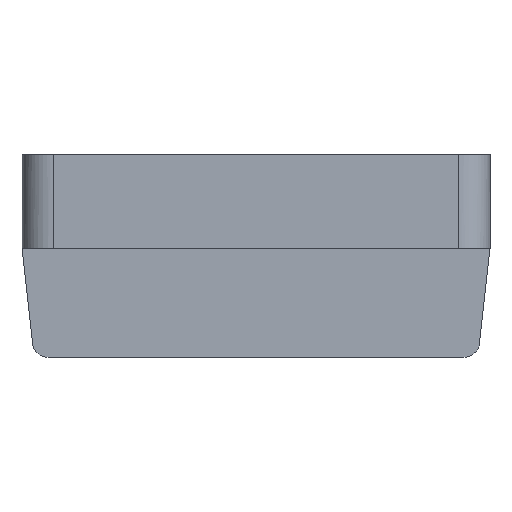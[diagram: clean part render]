
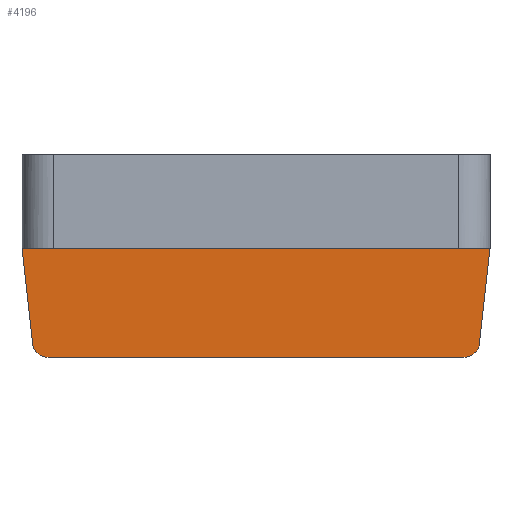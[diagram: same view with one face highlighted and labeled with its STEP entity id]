
A CAD part, left-side view. The second image highlights one B-rep face of the part: STEP entity #4196.
In plain terms, the highlighted free-form (B-spline) face has degree [1, 1] with [2, 2] control points.
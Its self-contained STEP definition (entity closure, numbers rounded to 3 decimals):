
#1683=CARTESIAN_POINT('',(-176.0,-22.321,32.39));
#1684=VERTEX_POINT('',#1683);
#1690=CARTESIAN_POINT('',(-176.0,-21.327,31.5));
#1691=VERTEX_POINT('',#1690);
#1692=CARTESIAN_POINT('',(-176.0,-21.327,31.5));
#1693=CARTESIAN_POINT('',(-176.,-22.222,31.5));
#1694=CARTESIAN_POINT('',(-176.0,-22.321,32.39));
#1702=(BOUNDED_CURVE()B_SPLINE_CURVE(2,(#1692,#1693,#1694),.UNSPECIFIED.,.F.,.U.)CURVE()GEOMETRIC_REPRESENTATION_ITEM()QUASI_UNIFORM_CURVE()RATIONAL_B_SPLINE_CURVE((1.0,0.745,1.0))REPRESENTATION_ITEM(''));
#1703=EDGE_CURVE('',#1691,#1684,#1702,.T.);
#1856=CARTESIAN_POINT('',(-176.0,6.321,32.39));
#1857=VERTEX_POINT('',#1856);
#1858=CARTESIAN_POINT('',(-176.0,5.327,31.5));
#1859=VERTEX_POINT('',#1858);
#1860=CARTESIAN_POINT('',(-176.0,6.321,32.39));
#1861=CARTESIAN_POINT('',(-176.,6.222,31.5));
#1862=CARTESIAN_POINT('',(-176.0,5.327,31.5));
#1870=(BOUNDED_CURVE()B_SPLINE_CURVE(2,(#1860,#1861,#1862),.UNSPECIFIED.,.F.,.U.)CURVE()GEOMETRIC_REPRESENTATION_ITEM()QUASI_UNIFORM_CURVE()RATIONAL_B_SPLINE_CURVE((1.0,0.745,1.0))REPRESENTATION_ITEM(''));
#1871=EDGE_CURVE('',#1857,#1859,#1870,.T.);
#3846=CARTESIAN_POINT('',(-176.0,7.0,38.5));
#3847=VERTEX_POINT('',#3846);
#3848=CARTESIAN_POINT('',(-176.0,6.321,32.39));
#3849=CARTESIAN_POINT('',(-176.0,7.0,38.5));
#3850=QUASI_UNIFORM_CURVE('',1,(#3848,#3849),.UNSPECIFIED.,.F.,.U.);
#3851=EDGE_CURVE('',#1857,#3847,#3850,.T.);
#3866=CARTESIAN_POINT('',(-176.0,-23.0,38.5));
#3867=VERTEX_POINT('',#3866);
#3868=CARTESIAN_POINT('',(-176.0,-22.321,32.39));
#3869=CARTESIAN_POINT('',(-176.0,-23.0,38.5));
#3870=QUASI_UNIFORM_CURVE('',1,(#3868,#3869),.UNSPECIFIED.,.F.,.U.);
#3871=EDGE_CURVE('',#1684,#3867,#3870,.T.);
#3969=CARTESIAN_POINT('',(-176.0,7.0,38.5));
#3970=CARTESIAN_POINT('',(-176.0,-23.0,38.5));
#3971=QUASI_UNIFORM_CURVE('',1,(#3969,#3970),.UNSPECIFIED.,.F.,.U.);
#3972=EDGE_CURVE('',#3847,#3867,#3971,.T.);
#4179=CARTESIAN_POINT('',(-176.0,-24.499,38.85));
#4180=CARTESIAN_POINT('',(-176.0,-24.499,31.15));
#4181=CARTESIAN_POINT('',(-176.0,8.498,38.85));
#4182=CARTESIAN_POINT('',(-176.0,8.498,31.15));
#4183=B_SPLINE_SURFACE_WITH_KNOTS('',1,1,((#4179,#4181),(#4180,#4182)),.UNSPECIFIED.,.F.,.F.,.U.,(2,2),(2,2),(0.0,7.699),(0.0,32.997),.UNSPECIFIED.);
#4184=CARTESIAN_POINT('',(-176.0,-21.327,31.5));
#4185=CARTESIAN_POINT('',(-176.0,5.327,31.5));
#4186=QUASI_UNIFORM_CURVE('',1,(#4184,#4185),.UNSPECIFIED.,.F.,.U.);
#4187=EDGE_CURVE('',#1691,#1859,#4186,.T.);
#4188=ORIENTED_EDGE('',*,*,#4187,.F.);
#4189=ORIENTED_EDGE('',*,*,#1703,.T.);
#4190=ORIENTED_EDGE('',*,*,#3871,.T.);
#4191=ORIENTED_EDGE('',*,*,#3972,.F.);
#4192=ORIENTED_EDGE('',*,*,#3851,.F.);
#4193=ORIENTED_EDGE('',*,*,#1871,.T.);
#4194=EDGE_LOOP('',(#4188,#4189,#4190,#4191,#4192,#4193));
#4195=FACE_OUTER_BOUND('',#4194,.T.);
#4196=ADVANCED_FACE('',(#4195),#4183,.F.);
